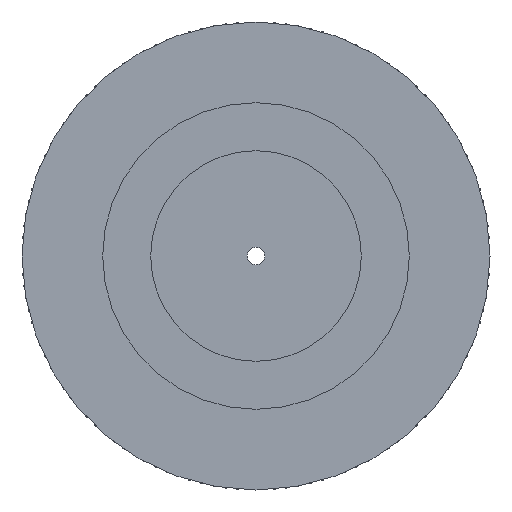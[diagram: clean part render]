
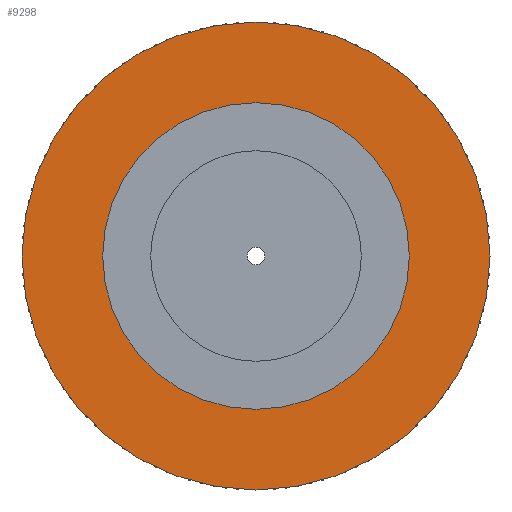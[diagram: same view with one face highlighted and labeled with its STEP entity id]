
A CAD part, left-side view. The second image highlights one B-rep face of the part: STEP entity #9298.
In plain terms, the highlighted planar face has unit normal (-1, 0, 0).
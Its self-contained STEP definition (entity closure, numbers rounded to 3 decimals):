
#185 = FACE_BOUND ( 'NONE', #1505, .T. ) ;
#377 = CIRCLE ( 'NONE', #13384, 20. ) ;
#682 = EDGE_CURVE ( 'NONE', #12232, #848, #4482, .T. ) ;
#832 = DIRECTION ( 'NONE',  ( -1., 0., 0. ) ) ;
#848 = VERTEX_POINT ( 'NONE', #3153 ) ;
#918 = CARTESIAN_POINT ( 'NONE',  ( 0., 0., 0. ) ) ;
#944 = DIRECTION ( 'NONE',  ( -1., 0., 0. ) ) ;
#1005 = AXIS2_PLACEMENT_3D ( 'NONE', #2868, #10080, #3913 ) ;
#1505 = EDGE_LOOP ( 'NONE', ( #3542, #2518 ) ) ;
#1776 = EDGE_CURVE ( 'NONE', #6027, #3727, #377, .T. ) ;
#1996 = DIRECTION ( 'NONE',  ( 0., 0., 1. ) ) ;
#2353 = AXIS2_PLACEMENT_3D ( 'NONE', #918, #8171, #1996 ) ;
#2467 = CARTESIAN_POINT ( 'NONE',  ( 0., 0., 20. ) ) ;
#2518 = ORIENTED_EDGE ( 'NONE', *, *, #682, .F. ) ;
#2664 = DIRECTION ( 'NONE',  ( 1., 0., 0. ) ) ;
#2868 = CARTESIAN_POINT ( 'NONE',  ( 0., 0., 0. ) ) ;
#2916 = ORIENTED_EDGE ( 'NONE', *, *, #1776, .T. ) ;
#3153 = CARTESIAN_POINT ( 'NONE',  ( 0., 0., 13.1 ) ) ;
#3290 = EDGE_LOOP ( 'NONE', ( #13415, #2916 ) ) ;
#3542 = ORIENTED_EDGE ( 'NONE', *, *, #13330, .F. ) ;
#3727 = VERTEX_POINT ( 'NONE', #2467 ) ;
#3913 = DIRECTION ( 'NONE',  ( 0., 0., 1. ) ) ;
#4166 = CARTESIAN_POINT ( 'NONE',  ( 0., 0., -13.1 ) ) ;
#4482 = CIRCLE ( 'NONE', #1005, 13.1 ) ;
#5070 = FACE_OUTER_BOUND ( 'NONE', #3290, .T. ) ;
#6027 = VERTEX_POINT ( 'NONE', #11029 ) ;
#7042 = CARTESIAN_POINT ( 'NONE',  ( 0., 0., 0. ) ) ;
#7165 = CARTESIAN_POINT ( 'NONE',  ( 0., 0., 0. ) ) ;
#7368 = EDGE_CURVE ( 'NONE', #3727, #6027, #7578, .T. ) ;
#7578 = CIRCLE ( 'NONE', #2353, 20. ) ;
#7777 = CARTESIAN_POINT ( 'NONE',  ( 0., 13.1, 0. ) ) ;
#8070 = DIRECTION ( 'NONE',  ( 0., 0., 1. ) ) ;
#8171 = DIRECTION ( 'NONE',  ( -1., 0., 0. ) ) ;
#8183 = DIRECTION ( 'NONE',  ( 0., 0., 1. ) ) ;
#8819 = PLANE ( 'NONE',  #10741 ) ;
#9152 = CIRCLE ( 'NONE', #10705, 13.1 ) ;
#9298 = ADVANCED_FACE ( 'NONE', ( #185, #5070 ), #8819, .F. ) ;
#9857 = DIRECTION ( 'NONE',  ( 0., 0., -1. ) ) ;
#10080 = DIRECTION ( 'NONE',  ( -1., 0., 0. ) ) ;
#10705 = AXIS2_PLACEMENT_3D ( 'NONE', #7165, #944, #8183 ) ;
#10741 = AXIS2_PLACEMENT_3D ( 'NONE', #7777, #2664, #9857 ) ;
#11029 = CARTESIAN_POINT ( 'NONE',  ( 0., 0., -20. ) ) ;
#12232 = VERTEX_POINT ( 'NONE', #4166 ) ;
#13330 = EDGE_CURVE ( 'NONE', #848, #12232, #9152, .T. ) ;
#13384 = AXIS2_PLACEMENT_3D ( 'NONE', #7042, #832, #8070 ) ;
#13415 = ORIENTED_EDGE ( 'NONE', *, *, #7368, .T. ) ;
